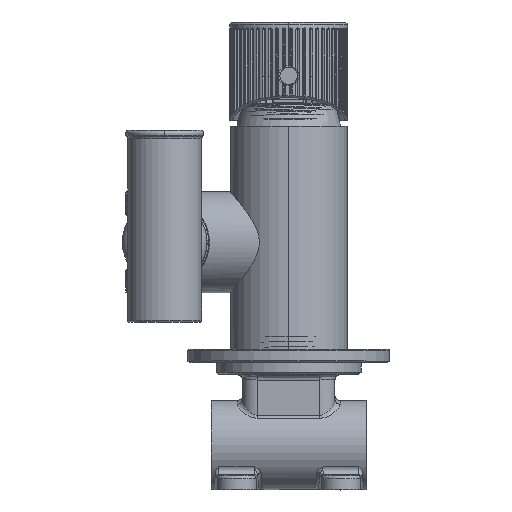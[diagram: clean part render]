
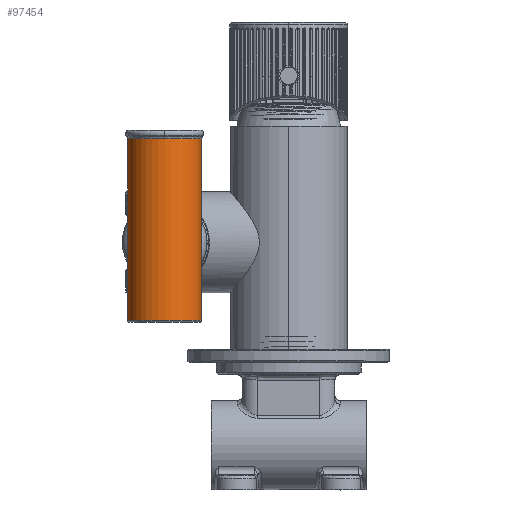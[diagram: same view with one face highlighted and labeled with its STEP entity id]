
A CAD part, top view. The second image highlights one B-rep face of the part: STEP entity #97454.
In plain terms, the highlighted cylindrical face has radius 11 mm (diameter 22 mm), a partial arc.
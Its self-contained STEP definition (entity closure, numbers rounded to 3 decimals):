
#94656=DIRECTION('',(0.,0.,1.));
#94657=VECTOR('',#94656,3.);
#94658=CARTESIAN_POINT('',(11.,0.,0.5));
#94659=LINE('',#94658,#94657);
#94660=CARTESIAN_POINT('',(0.,0.,54.477));
#94661=DIRECTION('',(0.,0.,-1.));
#94662=DIRECTION('',(0.,1.,0.));
#94663=AXIS2_PLACEMENT_3D('',#94660,#94661,#94662);
#94665=CARTESIAN_POINT('',(0.,0.,54.477));
#94666=DIRECTION('',(0.,0.,-1.));
#94667=DIRECTION('',(-1.,0.,0.));
#94668=AXIS2_PLACEMENT_3D('',#94665,#94666,#94667);
#94670=DIRECTION('',(0.,0.,-1.));
#94671=VECTOR('',#94670,50.477);
#94672=CARTESIAN_POINT('',(-11.,0.,54.477));
#94673=LINE('',#94672,#94671);
#94674=DIRECTION('',(0.,0.,-1.));
#94675=VECTOR('',#94674,3.);
#94676=CARTESIAN_POINT('',(-11.,0.,3.5));
#94677=LINE('',#94676,#94675);
#94678=CARTESIAN_POINT('',(0.,0.,0.5));
#94679=DIRECTION('',(0.,0.,1.));
#94680=DIRECTION('',(1.,0.,0.));
#94681=AXIS2_PLACEMENT_3D('',#94678,#94679,#94680);
#94696=CARTESIAN_POINT('',(10.5,-3.279,4.));
#94697=CARTESIAN_POINT('',(10.569,-3.057,4.));
#94698=CARTESIAN_POINT('',(10.7,-2.588,
3.972));
#94699=CARTESIAN_POINT('',(10.861,-1.808,
3.863));
#94700=CARTESIAN_POINT('',(10.971,-0.951,
3.702));
#94701=CARTESIAN_POINT('',(11.,-0.326,3.569));
#94702=CARTESIAN_POINT('',(11.,0.,3.5));
#94727=CARTESIAN_POINT('',(-11.,0.,3.5));
#94728=CARTESIAN_POINT('',(-11.,-0.326,3.569));
#94729=CARTESIAN_POINT('',(-10.971,-0.951,
3.702));
#94730=CARTESIAN_POINT('',(-10.861,-1.808,
3.863));
#94731=CARTESIAN_POINT('',(-10.7,-2.588,
3.972));
#94732=CARTESIAN_POINT('',(-10.569,-3.057,4.));
#94733=CARTESIAN_POINT('',(-10.5,-3.279,4.));
#94866=CARTESIAN_POINT('',(0.,0.,4.));
#94867=DIRECTION('',(0.,0.,1.));
#94868=DIRECTION('',(-1.,0.,0.));
#94869=AXIS2_PLACEMENT_3D('',#94866,#94867,#94868);
#94871=DIRECTION('',(0.,0.,-1.));
#94872=VECTOR('',#94871,50.477);
#94873=CARTESIAN_POINT('',(11.,0.,54.477));
#94874=LINE('',#94873,#94872);
#94875=CARTESIAN_POINT('',(0.,0.,4.));
#94876=DIRECTION('',(0.,0.,1.));
#94877=DIRECTION('',(0.955,-0.298,0.));
#94878=AXIS2_PLACEMENT_3D('',#94875,#94876,#94877);
#97349=CARTESIAN_POINT('',(-11.,0.,54.477));
#97350=CARTESIAN_POINT('',(0.,11.,54.477));
#97351=VERTEX_POINT('',#97349);
#97352=VERTEX_POINT('',#97350);
#97353=CARTESIAN_POINT('',(11.,0.,54.477));
#97354=VERTEX_POINT('',#97353);
#97360=CARTESIAN_POINT('',(11.,0.,3.5));
#97362=VERTEX_POINT('',#97360);
#97364=CARTESIAN_POINT('',(10.5,-3.279,4.));
#97366=VERTEX_POINT('',#97364);
#97371=CARTESIAN_POINT('',(-10.5,-3.279,4.));
#97372=VERTEX_POINT('',#97371);
#97373=CARTESIAN_POINT('',(-11.,0.,3.5));
#97374=VERTEX_POINT('',#97373);
#97375=CARTESIAN_POINT('',(-11.,0.,4.));
#97376=VERTEX_POINT('',#97375);
#97377=CARTESIAN_POINT('',(11.,0.,4.));
#97378=VERTEX_POINT('',#97377);
#97379=CARTESIAN_POINT('',(11.,0.,0.5));
#97380=CARTESIAN_POINT('',(-11.,0.,0.5));
#97381=VERTEX_POINT('',#97379);
#97382=VERTEX_POINT('',#97380);
#97426=CARTESIAN_POINT('',(0.,0.,0.));
#97427=DIRECTION('',(0.,0.,1.));
#97428=DIRECTION('',(1.,0.,0.));
#97429=AXIS2_PLACEMENT_3D('',#97426,#97427,#97428);
#97430=CYLINDRICAL_SURFACE('',#97429,11.);
#97432=ORIENTED_EDGE('',*,*,#97431,.T.);
#97434=ORIENTED_EDGE('',*,*,#97433,.F.);
#97436=ORIENTED_EDGE('',*,*,#97435,.T.);
#97438=ORIENTED_EDGE('',*,*,#97437,.F.);
#97440=ORIENTED_EDGE('',*,*,#97439,.F.);
#97442=ORIENTED_EDGE('',*,*,#97441,.F.);
#97444=ORIENTED_EDGE('',*,*,#97443,.T.);
#97446=ORIENTED_EDGE('',*,*,#97445,.T.);
#97448=ORIENTED_EDGE('',*,*,#97447,.F.);
#97450=ORIENTED_EDGE('',*,*,#97449,.T.);
#97451=ORIENTED_EDGE('',*,*,#97416,.F.);
#97452=EDGE_LOOP('',(#97432,#97434,#97436,#97438,#97440,#97442,#97444,#97446,
#97448,#97450,#97451));
#97453=FACE_OUTER_BOUND('',#97452,.F.);
#97454=ADVANCED_FACE('',(#97453),#97430,.T.);
#94664=CIRCLE('',#94663,11.);
#94669=CIRCLE('',#94668,11.);
#94682=CIRCLE('',#94681,11.);
#94703=B_SPLINE_CURVE_WITH_KNOTS('',3,(#94696,#94697,#94698,#94699,#94700,
#94701,#94702),.UNSPECIFIED.,.F.,.F.,(4,1,1,1,4),(0.,0.25,0.5,0.75,
1.),.UNSPECIFIED.);
#94734=B_SPLINE_CURVE_WITH_KNOTS('',3,(#94727,#94728,#94729,#94730,#94731,
#94732,#94733),.UNSPECIFIED.,.F.,.F.,(4,1,1,1,4),(0.,0.25,0.5,0.75,
1.),.UNSPECIFIED.);
#94870=CIRCLE('',#94869,11.);
#94879=CIRCLE('',#94878,11.);
#97416=EDGE_CURVE('',#97381,#97382,#94682,.T.);
#97431=EDGE_CURVE('',#97381,#97362,#94659,.T.);
#97433=EDGE_CURVE('',#97366,#97362,#94703,.T.);
#97435=EDGE_CURVE('',#97366,#97378,#94879,.T.);
#97437=EDGE_CURVE('',#97354,#97378,#94874,.T.);
#97439=EDGE_CURVE('',#97352,#97354,#94664,.T.);
#97441=EDGE_CURVE('',#97351,#97352,#94669,.T.);
#97443=EDGE_CURVE('',#97351,#97376,#94673,.T.);
#97445=EDGE_CURVE('',#97376,#97372,#94870,.T.);
#97447=EDGE_CURVE('',#97374,#97372,#94734,.T.);
#97449=EDGE_CURVE('',#97374,#97382,#94677,.T.);
